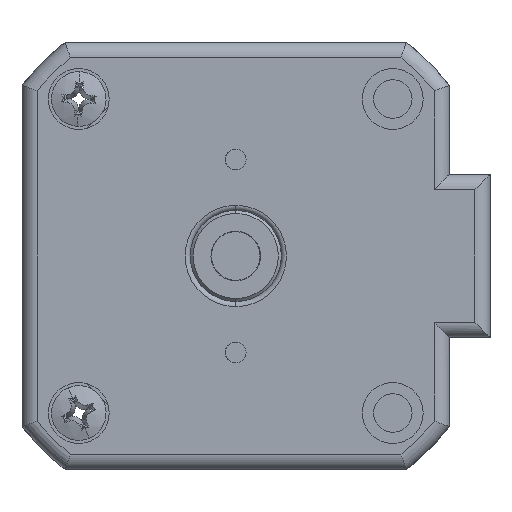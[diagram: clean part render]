
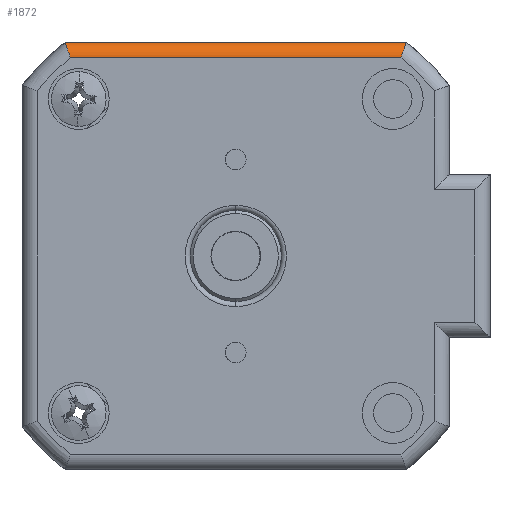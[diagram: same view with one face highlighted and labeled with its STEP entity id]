
A CAD part, front view. The second image highlights one B-rep face of the part: STEP entity #1872.
In plain terms, the highlighted cylindrical face has radius 1.5 mm (diameter 3 mm), a partial arc.
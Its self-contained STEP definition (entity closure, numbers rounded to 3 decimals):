
#424 = CARTESIAN_POINT ( 'NONE',  ( -21.485, -24.981, 37.539 ) ) ;
#455 = CARTESIAN_POINT ( 'NONE',  ( 12.137, -24.207, 37.738 ) ) ;
#531 = CYLINDRICAL_SURFACE ( 'NONE', #8266, 1.5 ) ;
#631 = CARTESIAN_POINT ( 'NONE',  ( 12.137, -24.207, 37.738 ) ) ;
#785 = DIRECTION ( 'NONE',  ( -1., 0., 0. ) ) ;
#1234 = CARTESIAN_POINT ( 'NONE',  ( -21.537, -24.607, 37.687 ) ) ;
#1297 = LINE ( 'NONE', #9570, #9523 ) ;
#1695 = CARTESIAN_POINT ( 'NONE',  ( -21.555, -24.207, 36.238 ) ) ;
#1798 = EDGE_CURVE ( 'NONE', #6512, #5642, #1297, .T. ) ;
#1872 = ADVANCED_FACE ( 'NONE', ( #6882 ), #531, .T. ) ;
#1904 = ORIENTED_EDGE ( 'NONE', *, *, #4635, .F. ) ;
#1984 = ORIENTED_EDGE ( 'NONE', *, *, #5516, .T. ) ;
#1994 = CARTESIAN_POINT ( 'NONE',  ( 11.604, -25.707, 36.238 ) ) ;
#2023 = CARTESIAN_POINT ( 'NONE',  ( -21.555, -24.309, 37.738 ) ) ;
#2026 = CARTESIAN_POINT ( 'NONE',  ( 11.741, -25.67, 36.621 ) ) ;
#2773 = CARTESIAN_POINT ( 'NONE',  ( -21.555, -24.207, 37.738 ) ) ;
#2822 = CARTESIAN_POINT ( 'NONE',  ( 11.928, -25.42, 37.143 ) ) ;
#2825 = ORIENTED_EDGE ( 'NONE', *, *, #3080, .F. ) ;
#3040 = VERTEX_POINT ( 'NONE', #8316 ) ;
#3080 = EDGE_CURVE ( 'NONE', #3659, #6512, #5668, .T. ) ;
#3162 = DIRECTION ( 'NONE',  ( 1., 0., 0. ) ) ;
#3273 = DIRECTION ( 'NONE',  ( 1., 0., 0. ) ) ;
#3545 = CARTESIAN_POINT ( 'NONE',  ( -21.021, -25.707, 36.238 ) ) ;
#3576 = CARTESIAN_POINT ( 'NONE',  ( -21.09, -25.707, 36.428 ) ) ;
#3612 = CARTESIAN_POINT ( 'NONE',  ( 12.067, -24.981, 37.539 ) ) ;
#3659 = VERTEX_POINT ( 'NONE', #6049 ) ;
#4397 = CARTESIAN_POINT ( 'NONE',  ( -21.286, -25.527, 36.976 ) ) ;
#4430 = CARTESIAN_POINT ( 'NONE',  ( 12.12, -24.607, 37.687 ) ) ;
#4635 = EDGE_CURVE ( 'NONE', #3040, #3659, #6693, .T. ) ;
#4827 = VECTOR ( 'NONE', #785, 1000. ) ;
#5198 = CARTESIAN_POINT ( 'NONE',  ( -21.444, -25.148, 37.423 ) ) ;
#5241 = CARTESIAN_POINT ( 'NONE',  ( 12.137, -24.309, 37.738 ) ) ;
#5516 = EDGE_CURVE ( 'NONE', #3040, #5642, #6290, .T. ) ;
#5554 = CARTESIAN_POINT ( 'NONE',  ( -4.709, -25.707, 36.238 ) ) ;
#5559 = EDGE_LOOP ( 'NONE', ( #1984, #5823, #2825, #1904 ) ) ;
#5642 = VERTEX_POINT ( 'NONE', #631 ) ;
#5668 = B_SPLINE_CURVE_WITH_KNOTS ( 'NONE', 3,
 ( #3545, #3576, #9199, #4397, #9984, #5198, #424, #5994, #1234, #6789, #2023, #7605 ),
 .UNSPECIFIED., .F., .F.,
 ( 4, 2, 2, 2, 2, 4 ),
 ( 0., 0.001, 0.001, 0.002, 0.002, 0.002 ),
 .UNSPECIFIED. ) ;
#5823 = ORIENTED_EDGE ( 'NONE', *, *, #1798, .F. ) ;
#5994 = CARTESIAN_POINT ( 'NONE',  ( -21.526, -24.704, 37.657 ) ) ;
#6049 = CARTESIAN_POINT ( 'NONE',  ( -21.021, -25.707, 36.238 ) ) ;
#6290 = B_SPLINE_CURVE_WITH_KNOTS ( 'NONE', 3,
 ( #1994, #9202, #2026, #7609, #2822, #8424, #3612, #9234, #4430, #10023, #5241, #455 ),
 .UNSPECIFIED., .F., .F.,
 ( 4, 2, 2, 2, 2, 4 ),
 ( 0., 0.001, 0.001, 0.002, 0.002, 0.002 ),
 .UNSPECIFIED. ) ;
#6464 = DIRECTION ( 'NONE',  ( 0., 0., -1. ) ) ;
#6512 = VERTEX_POINT ( 'NONE', #2773 ) ;
#6693 = LINE ( 'NONE', #5554, #4827 ) ;
#6789 = CARTESIAN_POINT ( 'NONE',  ( -21.551, -24.41, 37.728 ) ) ;
#6882 = FACE_OUTER_BOUND ( 'NONE', #5559, .T. ) ;
#7605 = CARTESIAN_POINT ( 'NONE',  ( -21.555, -24.207, 37.738 ) ) ;
#7609 = CARTESIAN_POINT ( 'NONE',  ( 11.868, -25.527, 36.976 ) ) ;
#8266 = AXIS2_PLACEMENT_3D ( 'NONE', #1695, #3273, #6464 ) ;
#8316 = CARTESIAN_POINT ( 'NONE',  ( 11.604, -25.707, 36.238 ) ) ;
#8424 = CARTESIAN_POINT ( 'NONE',  ( 12.027, -25.148, 37.423 ) ) ;
#9199 = CARTESIAN_POINT ( 'NONE',  ( -21.159, -25.67, 36.621 ) ) ;
#9202 = CARTESIAN_POINT ( 'NONE',  ( 11.672, -25.707, 36.428 ) ) ;
#9234 = CARTESIAN_POINT ( 'NONE',  ( 12.109, -24.704, 37.657 ) ) ;
#9523 = VECTOR ( 'NONE', #3162, 1000. ) ;
#9570 = CARTESIAN_POINT ( 'NONE',  ( -21.555, -24.207, 37.738 ) ) ;
#9984 = CARTESIAN_POINT ( 'NONE',  ( -21.345, -25.42, 37.143 ) ) ;
#10023 = CARTESIAN_POINT ( 'NONE',  ( 12.134, -24.41, 37.728 ) ) ;
